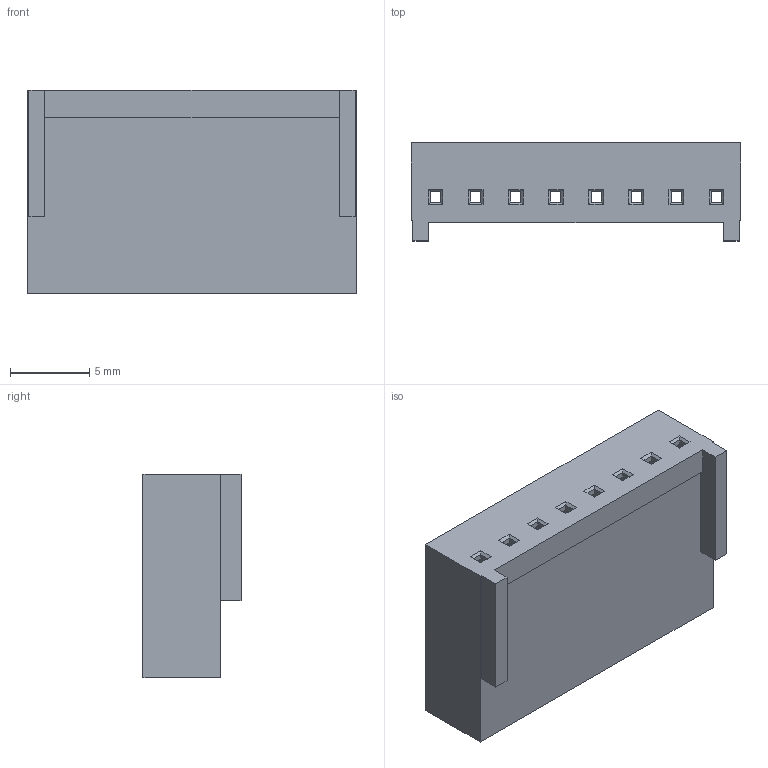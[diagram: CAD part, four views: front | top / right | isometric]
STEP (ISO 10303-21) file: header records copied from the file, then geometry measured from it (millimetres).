
FILE_DESCRIPTION( ( 'Unknown' ), '1' );
FILE_NAME( '61900811621.stp', 'Unknown', ( 'Unknown' ), ( 'Unknown' ), 'PSStep 17.0.49', 'Unknown', ' ' );
FILE_SCHEMA( ( 'AUTOMOTIVE_DESIGN { 1 0 10303 214 1 1 1 1 }' ) );
Length unit declared in the file: millimetre
Products named in the file (1): 1
Bounding box: 20.84 x 6.2 x 12.85 mm (x, y, z)
Volume: 653.9 mm3; surface area: 2034.7 mm2
Topology: 1 solids, 1 shells, 280 faces, 778 edges, 508 vertices
Faces by surface type: plane 280
Entity records: 11046 total; most frequent: CARTESIAN_POINT 1567, ORIENTED_EDGE 1556, DIRECTION 1340, EDGE_CURVE 778, LINE 778, VECTOR 778, VERTEX_POINT 508, EDGE_LOOP 320
